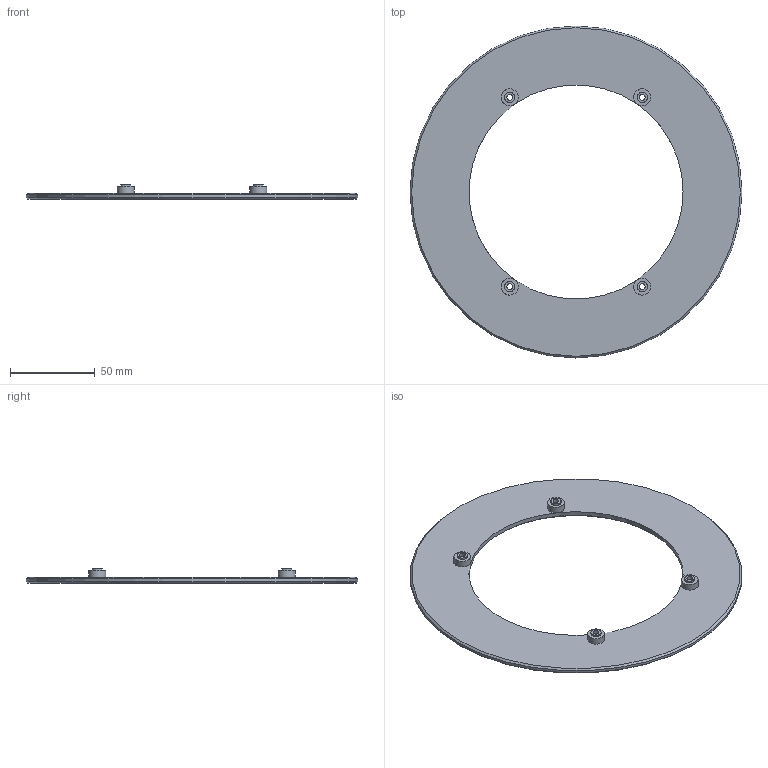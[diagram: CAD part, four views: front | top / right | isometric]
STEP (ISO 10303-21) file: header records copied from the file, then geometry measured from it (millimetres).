
FILE_DESCRIPTION(('FreeCAD Model'),'2;1');
FILE_NAME('Open CASCADE Shape Model','2023-12-17T08:25:05',(''),(''), 'Open CASCADE STEP processor 7.6','FreeCAD','Unknown');
FILE_SCHEMA(('AUTOMOTIVE_DESIGN { 1 0 10303 214 1 1 1 1 }'));
Length unit declared in the file: millimetre
Products named in the file (1): OuterRing
Bounding box: 196 x 196 x 8.5 mm (x, y, z)
Volume: 61640.6 mm3; surface area: 38812 mm2
Topology: 1 solids, 1 shells, 39 faces, 80 edges, 51 vertices
Faces by surface type: cylinder 18, plane 14, cone 5, bspline 2
Full cylindrical faces by diameter (mm): 3.4 x4, 6 x4, 6.1 x4, 10 x4, 126.423 x1, 196 x1
Entity records: 2247 total; most frequent: CARTESIAN_POINT 521, DIRECTION 337, ORIENTED_EDGE 160, PCURVE 160, DEFINITIONAL_REPRESENTATION 160, LINE 129, VECTOR 129, AXIS2_PLACEMENT_3D 89
